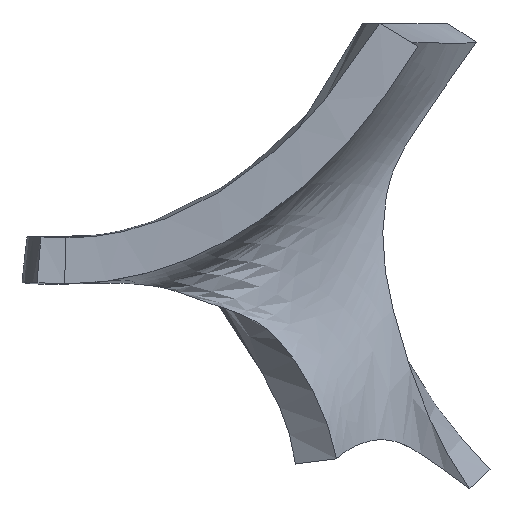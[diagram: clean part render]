
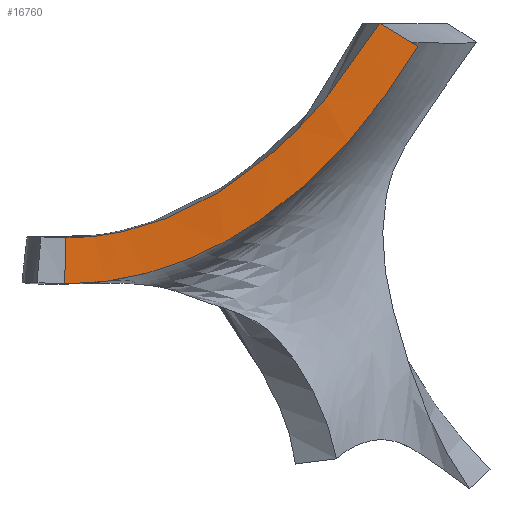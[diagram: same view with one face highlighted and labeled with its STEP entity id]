
A CAD part, top view. The second image highlights one B-rep face of the part: STEP entity #16760.
In plain terms, the highlighted free-form (B-spline) face has degree [3, 1] with [11, 2] control points.
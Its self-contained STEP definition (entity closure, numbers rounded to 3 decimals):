
#2456 = CARTESIAN_POINT ( 'NONE',  ( -45.319, -18.672, 19.051 ) ) ;
#2457 = CARTESIAN_POINT ( 'NONE',  ( -45.44, -22.67, 19.161 ) ) ;
#2458 = CARTESIAN_POINT ( 'NONE',  ( -43.881, -18.669, 19.051 ) ) ;
#2459 = CARTESIAN_POINT ( 'NONE',  ( -43.828, -22.676, 19.095 ) ) ;
#2460 = CARTESIAN_POINT ( 'NONE',  ( -41.006, -18.392, 19.051 ) ) ;
#2461 = CARTESIAN_POINT ( 'NONE',  ( -40.602, -22.395, 18.947 ) ) ;
#2462 = CARTESIAN_POINT ( 'NONE',  ( -36.842, -17.2, 19.051 ) ) ;
#2463 = CARTESIAN_POINT ( 'NONE',  ( -35.914, -21.124, 18.776 ) ) ;
#2464 = CARTESIAN_POINT ( 'NONE',  ( -32.933, -15.344, 19.051 ) ) ;
#2465 = CARTESIAN_POINT ( 'NONE',  ( -31.493, -19.116, 18.692 ) ) ;
#2466 = CARTESIAN_POINT ( 'NONE',  ( -29.329, -12.956, 19.051 ) ) ;
#2467 = CARTESIAN_POINT ( 'NONE',  ( -27.408, -16.497, 18.598 ) ) ;
#2468 = CARTESIAN_POINT ( 'NONE',  ( -26.039, -10.154, 19.051 ) ) ;
#2469 = CARTESIAN_POINT ( 'NONE',  ( -23.686, -13.39, 18.478 ) ) ;
#2470 = CARTESIAN_POINT ( 'NONE',  ( -23.063, -7.023, 19.051 ) ) ;
#2471 = CARTESIAN_POINT ( 'NONE',  ( -20.33, -9.894, 18.328 ) ) ;
#2472 = CARTESIAN_POINT ( 'NONE',  ( -20.385, -3.636, 19.051 ) ) ;
#2473 = CARTESIAN_POINT ( 'NONE',  ( -17.332, -6.088, 18.166 ) ) ;
#2474 = CARTESIAN_POINT ( 'NONE',  ( -18.8, -1.232, 19.051 ) ) ;
#2475 = CARTESIAN_POINT ( 'NONE',  ( -15.571, -3.381, 18.058 ) ) ;
#2476 = CARTESIAN_POINT ( 'NONE',  ( -18.058, 0., 19.051 ) ) ;
#2478 = CARTESIAN_POINT ( 'NONE',  ( -14.75, -1.993, 18.01 ) ) ;
#3517 = EDGE_CURVE ( 'NONE', #4371, #4562, #4308, .T. ) ;
#3933 = EDGE_CURVE ( 'NONE', #4562, #4369, #4322, .T. ) ;
#4066 = EDGE_CURVE ( 'NONE', #4369, #4350, #4305, .T. ) ;
#4073 = EDGE_CURVE ( 'NONE', #4371, #4350, #4318, .T. ) ;
#4305 = B_SPLINE_CURVE_WITH_KNOTS ( 'NONE', 3,
 ( #20643, #20286, #20641, #20640, #20639, #20638, #20637, #20635, #20634, #20636, #20633 ),
 .UNSPECIFIED., .F., .F.,
 ( 4, 1, 1, 1, 1, 1, 1, 1, 4 ),
 ( 0., 0.125, 0.25, 0.375, 0.5, 0.625, 0.75, 0.875, 1. ),
 .UNSPECIFIED. ) ;
#4308 = B_SPLINE_CURVE_WITH_KNOTS ( 'NONE', 3,
 ( #20752, #20410, #20283, #20414, #19624, #20424, #20402, #20416, #20754, #20390, #20405 ),
 .UNSPECIFIED., .F., .F.,
 ( 4, 1, 1, 1, 1, 1, 1, 1, 4 ),
 ( 0., 0.125, 0.25, 0.375, 0.5, 0.625, 0.75, 0.875, 1. ),
 .UNSPECIFIED. ) ;
#4318 = B_SPLINE_CURVE_WITH_KNOTS ( 'NONE', 1,
 ( #20611, #20613 ),
 .UNSPECIFIED., .F., .F.,
 ( 2, 2 ),
 ( 0., 1. ),
 .UNSPECIFIED. ) ;
#4322 = B_SPLINE_CURVE_WITH_KNOTS ( 'NONE', 1,
 ( #20342, #20333 ),
 .UNSPECIFIED., .F., .F.,
 ( 2, 2 ),
 ( 0., 1. ),
 .UNSPECIFIED. ) ;
#4325 = ORIENTED_EDGE ( 'NONE', *, *, #3517, .T. ) ;
#4350 = VERTEX_POINT ( 'NONE', #20509 ) ;
#4354 = ORIENTED_EDGE ( 'NONE', *, *, #4073, .F. ) ;
#4362 = ORIENTED_EDGE ( 'NONE', *, *, #4066, .T. ) ;
#4364 = EDGE_LOOP ( 'NONE', ( #4325, #4374, #4362, #4354 ) ) ;
#4369 = VERTEX_POINT ( 'NONE', #20579 ) ;
#4371 = VERTEX_POINT ( 'NONE', #20457 ) ;
#4374 = ORIENTED_EDGE ( 'NONE', *, *, #3933, .T. ) ;
#4402 = FACE_OUTER_BOUND ( 'NONE', #4364, .T. ) ;
#4562 = VERTEX_POINT ( 'NONE', #20587 ) ;
#8564 = B_SPLINE_SURFACE_WITH_KNOTS ( 'NONE', 3, 1, ( 
 ( #2478, #2476 ),
 ( #2475, #2474 ),
 ( #2473, #2472 ),
 ( #2471, #2470 ),
 ( #2469, #2468 ),
 ( #2467, #2466 ),
 ( #2465, #2464 ),
 ( #2463, #2462 ),
 ( #2461, #2460 ),
 ( #2459, #2458 ),
 ( #2457, #2456 ) ),
 .UNSPECIFIED., .F., .F., .F.,
 ( 4, 1, 1, 1, 1, 1, 1, 1, 4 ),
 ( 2, 2 ),
 ( 0., 0.125, 0.25, 0.375, 0.5, 0.625, 0.75, 0.875, 1. ),
 ( 0., 1. ),
 .UNSPECIFIED. ) ;
#16760 = ADVANCED_FACE ( 'NONE', ( #4402 ), #8564, .F. ) ;
#19624 = CARTESIAN_POINT ( 'NONE',  ( -31.493, -19.116, 18.692 ) ) ;
#20283 = CARTESIAN_POINT ( 'NONE',  ( -40.602, -22.395, 18.947 ) ) ;
#20286 = CARTESIAN_POINT ( 'NONE',  ( -18.8, -1.232, 19.051 ) ) ;
#20333 = CARTESIAN_POINT ( 'NONE',  ( -18.058, 0., 19.051 ) ) ;
#20342 = CARTESIAN_POINT ( 'NONE',  ( -14.75, -1.993, 18.01 ) ) ;
#20390 = CARTESIAN_POINT ( 'NONE',  ( -15.571, -3.381, 18.058 ) ) ;
#20402 = CARTESIAN_POINT ( 'NONE',  ( -23.686, -13.39, 18.478 ) ) ;
#20405 = CARTESIAN_POINT ( 'NONE',  ( -14.75, -1.993, 18.01 ) ) ;
#20410 = CARTESIAN_POINT ( 'NONE',  ( -43.828, -22.676, 19.095 ) ) ;
#20414 = CARTESIAN_POINT ( 'NONE',  ( -35.914, -21.124, 18.776 ) ) ;
#20416 = CARTESIAN_POINT ( 'NONE',  ( -20.33, -9.894, 18.328 ) ) ;
#20424 = CARTESIAN_POINT ( 'NONE',  ( -27.408, -16.497, 18.598 ) ) ;
#20457 = CARTESIAN_POINT ( 'NONE',  ( -45.44, -22.67, 19.161 ) ) ;
#20509 = CARTESIAN_POINT ( 'NONE',  ( -45.319, -18.672, 19.051 ) ) ;
#20579 = CARTESIAN_POINT ( 'NONE',  ( -18.058, 0., 19.051 ) ) ;
#20587 = CARTESIAN_POINT ( 'NONE',  ( -14.75, -1.993, 18.01 ) ) ;
#20611 = CARTESIAN_POINT ( 'NONE',  ( -45.44, -22.67, 19.161 ) ) ;
#20613 = CARTESIAN_POINT ( 'NONE',  ( -45.319, -18.672, 19.051 ) ) ;
#20633 = CARTESIAN_POINT ( 'NONE',  ( -45.319, -18.672, 19.051 ) ) ;
#20634 = CARTESIAN_POINT ( 'NONE',  ( -41.006, -18.392, 19.051 ) ) ;
#20635 = CARTESIAN_POINT ( 'NONE',  ( -36.842, -17.2, 19.051 ) ) ;
#20636 = CARTESIAN_POINT ( 'NONE',  ( -43.881, -18.669, 19.051 ) ) ;
#20637 = CARTESIAN_POINT ( 'NONE',  ( -32.933, -15.344, 19.051 ) ) ;
#20638 = CARTESIAN_POINT ( 'NONE',  ( -29.329, -12.956, 19.051 ) ) ;
#20639 = CARTESIAN_POINT ( 'NONE',  ( -26.039, -10.154, 19.051 ) ) ;
#20640 = CARTESIAN_POINT ( 'NONE',  ( -23.063, -7.023, 19.051 ) ) ;
#20641 = CARTESIAN_POINT ( 'NONE',  ( -20.385, -3.636, 19.051 ) ) ;
#20643 = CARTESIAN_POINT ( 'NONE',  ( -18.058, 0., 19.051 ) ) ;
#20752 = CARTESIAN_POINT ( 'NONE',  ( -45.44, -22.67, 19.161 ) ) ;
#20754 = CARTESIAN_POINT ( 'NONE',  ( -17.332, -6.088, 18.166 ) ) ;
